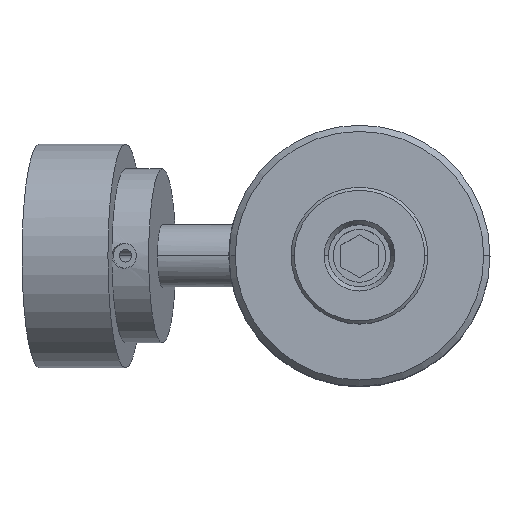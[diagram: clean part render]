
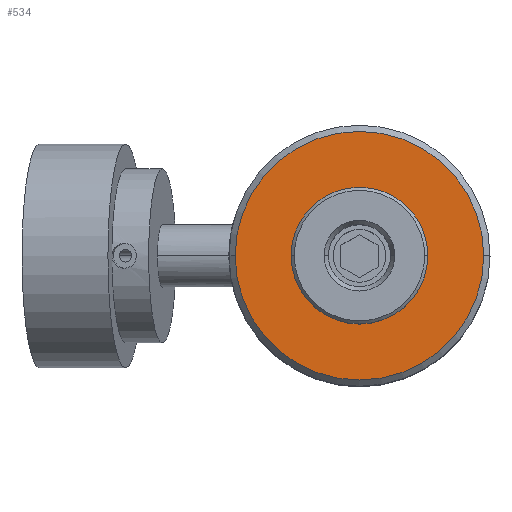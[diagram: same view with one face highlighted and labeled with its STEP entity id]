
A CAD part, top view. The second image highlights one B-rep face of the part: STEP entity #534.
In plain terms, the highlighted planar face has unit normal (0, 0, 1).
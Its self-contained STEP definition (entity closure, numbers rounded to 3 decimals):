
#40 = ORIENTED_EDGE ( 'NONE', *, *, #2124, .F. ) ;
#52 = ORIENTED_EDGE ( 'NONE', *, *, #769, .T. ) ;
#122 = AXIS2_PLACEMENT_3D ( 'NONE', #1349, #1858, #2914 ) ;
#197 = AXIS2_PLACEMENT_3D ( 'NONE', #1194, #1894, #632 ) ;
#208 = DIRECTION ( 'NONE',  ( 0., 0., 1. ) ) ;
#404 = DIRECTION ( 'NONE',  ( 1., 0., 0. ) ) ;
#475 = AXIS2_PLACEMENT_3D ( 'NONE', #2257, #654, #404 ) ;
#534 = ADVANCED_FACE ( 'NONE', ( #2636, #2668 ), #3168, .T. ) ;
#632 = DIRECTION ( 'NONE',  ( 1., 0., 0. ) ) ;
#654 = DIRECTION ( 'NONE',  ( 0., 0., 1. ) ) ;
#748 = VERTEX_POINT ( 'NONE', #3358 ) ;
#769 = EDGE_CURVE ( 'NONE', #1119, #1837, #1504, .T. ) ;
#848 = CARTESIAN_POINT ( 'NONE',  ( 20., 0., 50. ) ) ;
#863 = CIRCLE ( 'NONE', #1584, 11. ) ;
#883 = DIRECTION ( 'NONE',  ( 0., 0., 1. ) ) ;
#910 = CARTESIAN_POINT ( 'NONE',  ( 0., 0., 50. ) ) ;
#1119 = VERTEX_POINT ( 'NONE', #848 ) ;
#1149 = EDGE_CURVE ( 'NONE', #748, #2245, #3011, .T. ) ;
#1194 = CARTESIAN_POINT ( 'NONE',  ( 0., 0., 50. ) ) ;
#1250 = ORIENTED_EDGE ( 'NONE', *, *, #1785, .T. ) ;
#1349 = CARTESIAN_POINT ( 'NONE',  ( 21., 0., 50. ) ) ;
#1398 = EDGE_LOOP ( 'NONE', ( #1250, #52 ) ) ;
#1465 = CIRCLE ( 'NONE', #197, 20. ) ;
#1504 = CIRCLE ( 'NONE', #2438, 20. ) ;
#1584 = AXIS2_PLACEMENT_3D ( 'NONE', #910, #883, #1950 ) ;
#1764 = CARTESIAN_POINT ( 'NONE',  ( -20., 0., 50. ) ) ;
#1785 = EDGE_CURVE ( 'NONE', #1837, #1119, #1465, .T. ) ;
#1837 = VERTEX_POINT ( 'NONE', #1764 ) ;
#1858 = DIRECTION ( 'NONE',  ( 0., 0., 1. ) ) ;
#1894 = DIRECTION ( 'NONE',  ( 0., 0., 1. ) ) ;
#1950 = DIRECTION ( 'NONE',  ( 1., 0., 0. ) ) ;
#2124 = EDGE_CURVE ( 'NONE', #2245, #748, #863, .T. ) ;
#2245 = VERTEX_POINT ( 'NONE', #2763 ) ;
#2257 = CARTESIAN_POINT ( 'NONE',  ( 0., 0., 50. ) ) ;
#2310 = DIRECTION ( 'NONE',  ( 1., 0., 0. ) ) ;
#2438 = AXIS2_PLACEMENT_3D ( 'NONE', #2579, #208, #2310 ) ;
#2569 = EDGE_LOOP ( 'NONE', ( #3379, #40 ) ) ;
#2579 = CARTESIAN_POINT ( 'NONE',  ( 0., 0., 50. ) ) ;
#2636 = FACE_OUTER_BOUND ( 'NONE', #1398, .T. ) ;
#2668 = FACE_BOUND ( 'NONE', #2569, .T. ) ;
#2763 = CARTESIAN_POINT ( 'NONE',  ( -11., 0., 50. ) ) ;
#2914 = DIRECTION ( 'NONE',  ( 1., 0., 0. ) ) ;
#3011 = CIRCLE ( 'NONE', #475, 11. ) ;
#3168 = PLANE ( 'NONE',  #122 ) ;
#3358 = CARTESIAN_POINT ( 'NONE',  ( 11., 0., 50. ) ) ;
#3379 = ORIENTED_EDGE ( 'NONE', *, *, #1149, .F. ) ;
